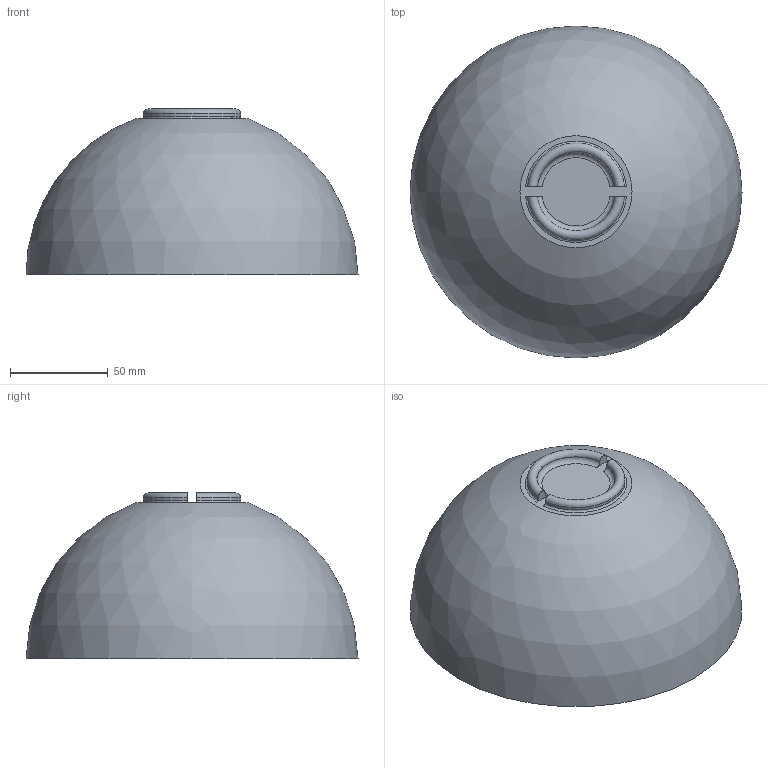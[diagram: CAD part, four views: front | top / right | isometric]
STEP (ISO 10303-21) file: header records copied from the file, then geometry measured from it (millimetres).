
FILE_DESCRIPTION(/* description */ (''),/* implementation_level */ '2;1');
FILE_NAME(/* name */ 'BottomHemisphere.step',/* time_stamp */ '2020-09-07T16:33:17+10:00',/* author */ (''),/* organization */ (''),/* preprocessor_version */ 'ST-DEVELOPER v18.1',/* originating_system */ 'Autodesk Translation Framework v9.3.0.1241',/* authorisation */ '');
FILE_SCHEMA (('AUTOMOTIVE_DESIGN { 1 0 10303 214 3 1 1 }'));
Length unit declared in the file: millimetre
Products named in the file (1): HemisphereBottom
Bounding box: 170 x 170 x 85 mm (x, y, z)
Volume: 472850 mm3; surface area: 92021.2 mm2
Topology: 1 solids, 1 shells, 46 faces, 108 edges, 69 vertices
Faces by surface type: cylinder 17, cone 12, plane 9, torus 6, sphere 2
Full cylindrical faces by diameter (mm): 4.234 x12, 135 x1, 138.4 x1, 145.6 x1
Entity records: 1410 total; most frequent: CARTESIAN_POINT 356, DIRECTION 219, ORIENTED_EDGE 192, EDGE_CURVE 96, AXIS2_PLACEMENT_3D 92, VERTEX_POINT 69, EDGE_LOOP 63, FACE_OUTER_BOUND 46
